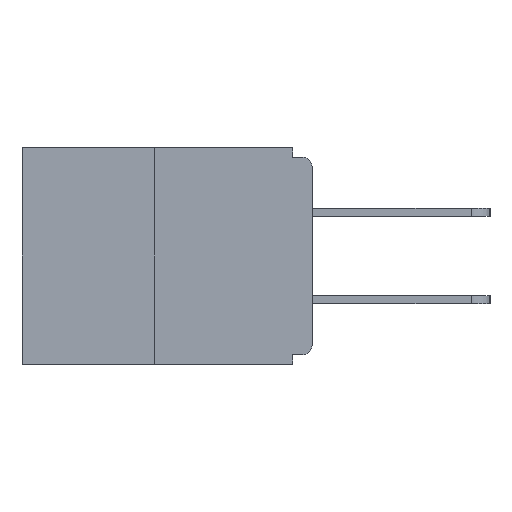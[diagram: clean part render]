
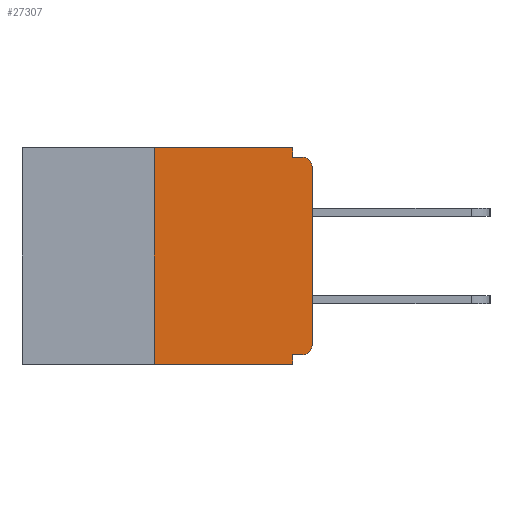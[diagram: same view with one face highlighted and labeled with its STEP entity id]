
A CAD part, left-side view. The second image highlights one B-rep face of the part: STEP entity #27307.
In plain terms, the highlighted planar face has unit normal (-1, 0, 0).
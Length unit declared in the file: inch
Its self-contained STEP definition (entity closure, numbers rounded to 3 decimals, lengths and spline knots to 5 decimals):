
#295 = DIRECTION ( 'NONE',  ( 0., -1., 0. ) ) ;
#339 = CARTESIAN_POINT ( 'NONE',  ( 0., 0.031, 0. ) ) ;
#525 = VERTEX_POINT ( 'NONE', #14525 ) ;
#1109 = LINE ( 'NONE', #1404, #20644 ) ;
#1376 = LINE ( 'NONE', #29379, #7942 ) ;
#1404 = CARTESIAN_POINT ( 'NONE',  ( 0., 0., 0. ) ) ;
#1514 = DIRECTION ( 'NONE',  ( 0., 0., -1. ) ) ;
#3364 = ORIENTED_EDGE ( 'NONE', *, *, #3778, .F. ) ;
#3673 = DIRECTION ( 'NONE',  ( 0., 0., 1. ) ) ;
#3778 = EDGE_CURVE ( 'NONE', #17400, #4199, #1376, .T. ) ;
#4199 = VERTEX_POINT ( 'NONE', #21357 ) ;
#5449 = CARTESIAN_POINT ( 'NONE',  ( 0., 0.46, 0. ) ) ;
#5499 = AXIS2_PLACEMENT_3D ( 'NONE', #29632, #15725, #1514 ) ;
#5665 = CARTESIAN_POINT ( 'NONE',  ( 0., 0.25, 0. ) ) ;
#5740 = EDGE_CURVE ( 'NONE', #6486, #15311, #27011, .T. ) ;
#6150 = DIRECTION ( 'NONE',  ( 0., 0., -1. ) ) ;
#6152 = EDGE_CURVE ( 'NONE', #4199, #12153, #15937, .T. ) ;
#6165 = LINE ( 'NONE', #5665, #13547 ) ;
#6486 = VERTEX_POINT ( 'NONE', #23210 ) ;
#6498 = CARTESIAN_POINT ( 'NONE',  ( 0., 0., -0.313 ) ) ;
#6785 = DIRECTION ( 'NONE',  ( 0., -1., 0. ) ) ;
#6911 = CARTESIAN_POINT ( 'NONE',  ( 0., 0.46, 0. ) ) ;
#7942 = VECTOR ( 'NONE', #10287, 39.37008 ) ;
#8502 = CARTESIAN_POINT ( 'NONE',  ( 0., 0.015, -0.313 ) ) ;
#8895 = VERTEX_POINT ( 'NONE', #6498 ) ;
#9649 = AXIS2_PLACEMENT_3D ( 'NONE', #6911, #11765, #27942 ) ;
#9951 = DIRECTION ( 'NONE',  ( 0., -1., 0. ) ) ;
#10113 = LINE ( 'NONE', #339, #24138 ) ;
#10287 = DIRECTION ( 'NONE',  ( 0., 1., 0. ) ) ;
#10408 = EDGE_CURVE ( 'NONE', #17400, #8895, #16505, .T. ) ;
#10416 = ORIENTED_EDGE ( 'NONE', *, *, #20378, .T. ) ;
#10870 = ORIENTED_EDGE ( 'NONE', *, *, #6152, .F. ) ;
#11291 = ORIENTED_EDGE ( 'NONE', *, *, #16364, .T. ) ;
#11354 = PLANE ( 'NONE',  #9649 ) ;
#11677 = ORIENTED_EDGE ( 'NONE', *, *, #25102, .F. ) ;
#11765 = DIRECTION ( 'NONE',  ( 1., 0., 0. ) ) ;
#12153 = VERTEX_POINT ( 'NONE', #21451 ) ;
#12175 = ORIENTED_EDGE ( 'NONE', *, *, #25179, .F. ) ;
#12223 = FACE_OUTER_BOUND ( 'NONE', #25848, .T. ) ;
#13195 = LINE ( 'NONE', #5449, #30515 ) ;
#13547 = VECTOR ( 'NONE', #17306, 39.37008 ) ;
#14172 = EDGE_CURVE ( 'NONE', #30171, #15311, #15131, .T. ) ;
#14525 = CARTESIAN_POINT ( 'NONE',  ( 0., 0.25, 0. ) ) ;
#15032 = CARTESIAN_POINT ( 'NONE',  ( 0., 0.25, -0.343 ) ) ;
#15058 = DIRECTION ( 'NONE',  ( 0., 0., -1. ) ) ;
#15131 = LINE ( 'NONE', #25825, #29120 ) ;
#15311 = VERTEX_POINT ( 'NONE', #29163 ) ;
#15725 = DIRECTION ( 'NONE',  ( -1., 0., 0. ) ) ;
#15937 = LINE ( 'NONE', #29147, #26595 ) ;
#16364 = EDGE_CURVE ( 'NONE', #16373, #12153, #28286, .T. ) ;
#16373 = VERTEX_POINT ( 'NONE', #15032 ) ;
#16505 = CIRCLE ( 'NONE', #20578, 0.015 ) ;
#17256 = CARTESIAN_POINT ( 'NONE',  ( 0., 0.015, -0.328 ) ) ;
#17306 = DIRECTION ( 'NONE',  ( 0., 0., 1. ) ) ;
#17400 = VERTEX_POINT ( 'NONE', #17256 ) ;
#17511 = EDGE_CURVE ( 'NONE', #28463, #30171, #10113, .T. ) ;
#18931 = CARTESIAN_POINT ( 'NONE',  ( 0., 0.031, 0. ) ) ;
#20240 = ORIENTED_EDGE ( 'NONE', *, *, #17511, .F. ) ;
#20378 = EDGE_CURVE ( 'NONE', #8895, #6486, #1109, .T. ) ;
#20578 = AXIS2_PLACEMENT_3D ( 'NONE', #8502, #22718, #6150 ) ;
#20644 = VECTOR ( 'NONE', #3673, 39.37008 ) ;
#21357 = CARTESIAN_POINT ( 'NONE',  ( 0., 0.031, -0.328 ) ) ;
#21451 = CARTESIAN_POINT ( 'NONE',  ( 0., 0.031, -0.343 ) ) ;
#22718 = DIRECTION ( 'NONE',  ( -1., 0., 0. ) ) ;
#23210 = CARTESIAN_POINT ( 'NONE',  ( 0., 0., -0.03 ) ) ;
#23959 = CARTESIAN_POINT ( 'NONE',  ( 0., 0.46, -0.343 ) ) ;
#24138 = VECTOR ( 'NONE', #28438, 39.37008 ) ;
#25102 = EDGE_CURVE ( 'NONE', #525, #28463, #13195, .T. ) ;
#25179 = EDGE_CURVE ( 'NONE', #16373, #525, #6165, .T. ) ;
#25242 = ORIENTED_EDGE ( 'NONE', *, *, #5740, .T. ) ;
#25825 = CARTESIAN_POINT ( 'NONE',  ( 0., 0., -0.015 ) ) ;
#25848 = EDGE_LOOP ( 'NONE', ( #11677, #12175, #11291, #10870, #3364, #27318, #10416, #25242, #28679, #20240 ) ) ;
#26595 = VECTOR ( 'NONE', #15058, 39.37008 ) ;
#27011 = CIRCLE ( 'NONE', #5499, 0.015 ) ;
#27307 = ADVANCED_FACE ( 'NONE', ( #12223 ), #11354, .F. ) ;
#27318 = ORIENTED_EDGE ( 'NONE', *, *, #10408, .T. ) ;
#27942 = DIRECTION ( 'NONE',  ( 0., 0., -1. ) ) ;
#28286 = LINE ( 'NONE', #23959, #30533 ) ;
#28438 = DIRECTION ( 'NONE',  ( 0., 0., -1. ) ) ;
#28463 = VERTEX_POINT ( 'NONE', #18931 ) ;
#28679 = ORIENTED_EDGE ( 'NONE', *, *, #14172, .F. ) ;
#29120 = VECTOR ( 'NONE', #6785, 39.37008 ) ;
#29147 = CARTESIAN_POINT ( 'NONE',  ( 0., 0.031, -0.343 ) ) ;
#29163 = CARTESIAN_POINT ( 'NONE',  ( 0., 0.015, -0.015 ) ) ;
#29314 = CARTESIAN_POINT ( 'NONE',  ( 0., 0.031, -0.015 ) ) ;
#29379 = CARTESIAN_POINT ( 'NONE',  ( 0., 0., -0.328 ) ) ;
#29632 = CARTESIAN_POINT ( 'NONE',  ( 0., 0.015, -0.03 ) ) ;
#30171 = VERTEX_POINT ( 'NONE', #29314 ) ;
#30515 = VECTOR ( 'NONE', #9951, 39.37008 ) ;
#30533 = VECTOR ( 'NONE', #295, 39.37008 ) ;
